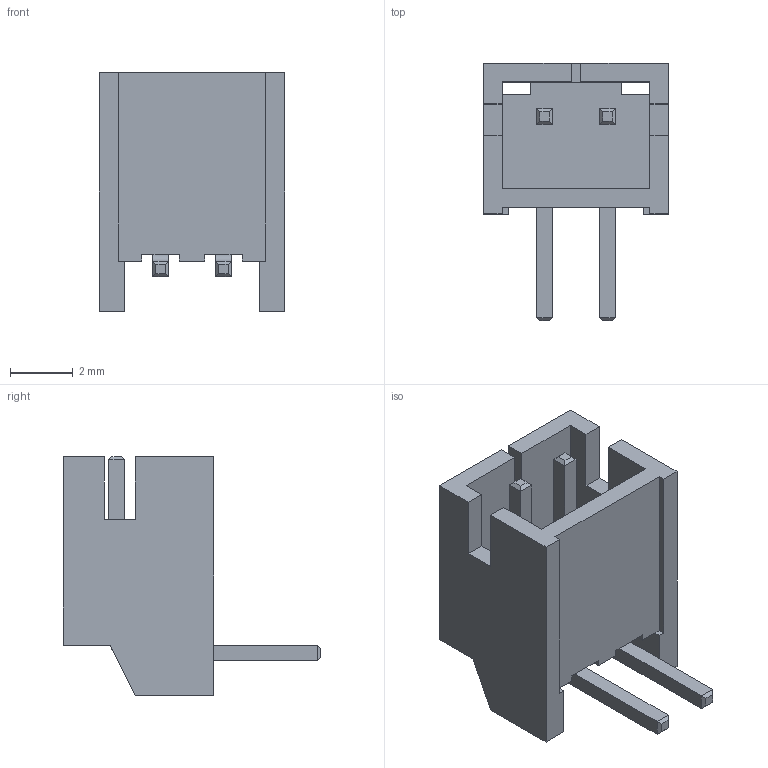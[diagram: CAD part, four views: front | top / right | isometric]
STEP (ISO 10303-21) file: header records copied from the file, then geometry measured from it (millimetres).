
FILE_DESCRIPTION(/* description */ (''),/* implementation_level */ '2;1');
FILE_NAME(/* name */ 'S2B-PH-KL.stp',/* time_stamp */ '2017-04-07T20:51:10+09:00',/* author */ (''),/* organization */ (''),/* preprocessor_version */ 'ST-DEVELOPER v16.5',/* originating_system */ 'Autodesk Translation Framework v5.2.0.2920',/* authorisation */ '');
FILE_SCHEMA (('AUTOMOTIVE_DESIGN { 1 0 10303 214 3 1 1 }'));
Length unit declared in the file: millimetre
Products named in the file (1): S3B-PH-KL v4
Bounding box: 5.9 x 8.2 x 7.6 mm (x, y, z)
Volume: 82.6 mm3; surface area: 347 mm2
Topology: 3 solids, 3 shells, 94 faces, 258 edges, 166 vertices
Faces by surface type: plane 90, cylinder 4
Entity records: 2956 total; most frequent: CARTESIAN_POINT 519, ORIENTED_EDGE 516, DIRECTION 456, EDGE_CURVE 258, LINE 250, VECTOR 250, VERTEX_POINT 166, AXIS2_PLACEMENT_3D 103
